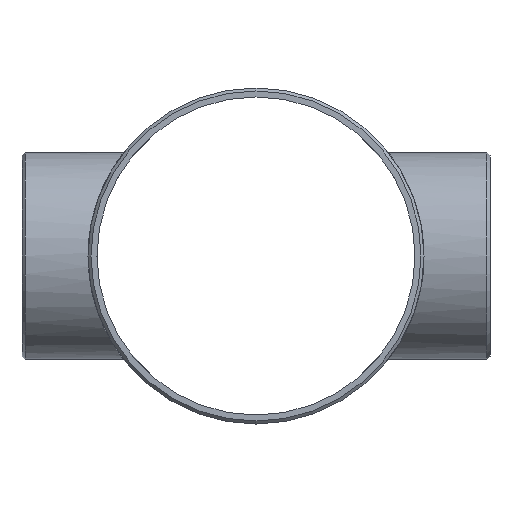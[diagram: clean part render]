
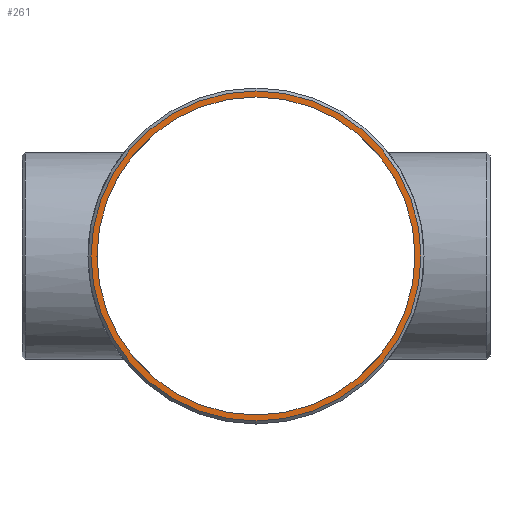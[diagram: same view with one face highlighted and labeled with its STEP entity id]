
A CAD part, left-side view. The second image highlights one B-rep face of the part: STEP entity #261.
In plain terms, the highlighted planar face has unit normal (-1, 0, 0).
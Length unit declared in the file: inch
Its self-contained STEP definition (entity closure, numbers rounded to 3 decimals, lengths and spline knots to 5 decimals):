
#3 = VERTEX_POINT ( 'NONE', #734 ) ;
#7 = AXIS2_PLACEMENT_3D ( 'NONE', #425, #897, #1128 ) ;
#18 = CARTESIAN_POINT ( 'NONE',  ( -11., 0., 6.625 ) ) ;
#36 = CARTESIAN_POINT ( 'NONE',  ( -11., 0., 0. ) ) ;
#63 = VERTEX_POINT ( 'NONE', #18 ) ;
#109 = VERTEX_POINT ( 'NONE', #1410 ) ;
#198 = DIRECTION ( 'NONE',  ( 0., 0., 1. ) ) ;
#261 = ADVANCED_FACE ( 'NONE', ( #1428, #1001 ), #756, .T. ) ;
#311 = CIRCLE ( 'NONE', #7, 6.875 ) ;
#318 = DIRECTION ( 'NONE',  ( 1., 0., 0. ) ) ;
#383 = CIRCLE ( 'NONE', #1235, 6.625 ) ;
#399 = CARTESIAN_POINT ( 'NONE',  ( -11., 0., 6.875 ) ) ;
#425 = CARTESIAN_POINT ( 'NONE',  ( -11., 0., 0. ) ) ;
#478 = AXIS2_PLACEMENT_3D ( 'NONE', #1341, #1435, #1454 ) ;
#599 = ORIENTED_EDGE ( 'NONE', *, *, #941, .T. ) ;
#604 = AXIS2_PLACEMENT_3D ( 'NONE', #36, #744, #1470 ) ;
#723 = ORIENTED_EDGE ( 'NONE', *, *, #1027, .T. ) ;
#729 = CIRCLE ( 'NONE', #778, 6.625 ) ;
#734 = CARTESIAN_POINT ( 'NONE',  ( -11., 0., -6.625 ) ) ;
#744 = DIRECTION ( 'NONE',  ( -1., 0., 0. ) ) ;
#756 = PLANE ( 'NONE',  #478 ) ;
#778 = AXIS2_PLACEMENT_3D ( 'NONE', #781, #318, #198 ) ;
#781 = CARTESIAN_POINT ( 'NONE',  ( -11., 0., 0. ) ) ;
#856 = EDGE_CURVE ( 'NONE', #109, #1373, #1374, .T. ) ;
#864 = EDGE_LOOP ( 'NONE', ( #1154, #599 ) ) ;
#892 = EDGE_CURVE ( 'NONE', #63, #3, #729, .T. ) ;
#897 = DIRECTION ( 'NONE',  ( -1., 0., 0. ) ) ;
#941 = EDGE_CURVE ( 'NONE', #3, #63, #383, .T. ) ;
#1001 = FACE_BOUND ( 'NONE', #864, .T. ) ;
#1017 = ORIENTED_EDGE ( 'NONE', *, *, #856, .T. ) ;
#1027 = EDGE_CURVE ( 'NONE', #1373, #109, #311, .T. ) ;
#1128 = DIRECTION ( 'NONE',  ( 0., 0., 1. ) ) ;
#1154 = ORIENTED_EDGE ( 'NONE', *, *, #892, .T. ) ;
#1235 = AXIS2_PLACEMENT_3D ( 'NONE', #1453, #1254, #1277 ) ;
#1254 = DIRECTION ( 'NONE',  ( 1., 0., 0. ) ) ;
#1277 = DIRECTION ( 'NONE',  ( 0., 0., 1. ) ) ;
#1341 = CARTESIAN_POINT ( 'NONE',  ( -11., 0., 0. ) ) ;
#1373 = VERTEX_POINT ( 'NONE', #399 ) ;
#1374 = CIRCLE ( 'NONE', #604, 6.875 ) ;
#1410 = CARTESIAN_POINT ( 'NONE',  ( -11., 0., -6.875 ) ) ;
#1428 = FACE_OUTER_BOUND ( 'NONE', #1481, .T. ) ;
#1435 = DIRECTION ( 'NONE',  ( -1., 0., 0. ) ) ;
#1453 = CARTESIAN_POINT ( 'NONE',  ( -11., 0., 0. ) ) ;
#1454 = DIRECTION ( 'NONE',  ( 0., 0., -1. ) ) ;
#1470 = DIRECTION ( 'NONE',  ( 0., 0., 1. ) ) ;
#1481 = EDGE_LOOP ( 'NONE', ( #1017, #723 ) ) ;
